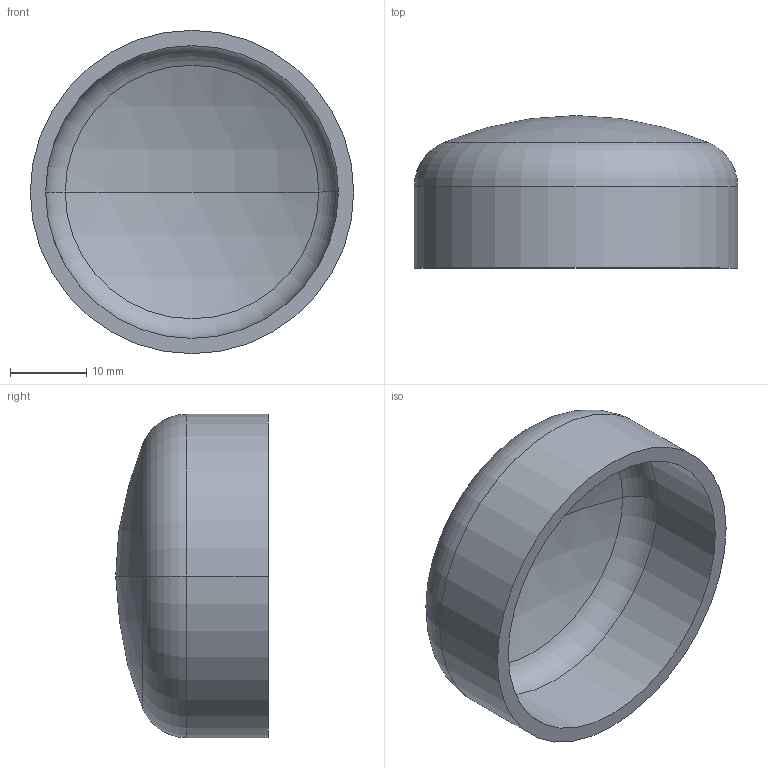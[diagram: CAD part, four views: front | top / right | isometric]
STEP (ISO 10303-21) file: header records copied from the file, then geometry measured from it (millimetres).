
FILE_DESCRIPTION (( 'STEP AP203' ), '1' );
FILE_NAME ('60281-240-42.step', '2022-02-01T15:56:42', ( '' ), ( '' ), 'SwSTEP 2.0', 'SolidWorks 2018', '' );
FILE_SCHEMA (( 'CONFIG_CONTROL_DESIGN' ));
Length unit declared in the file: millimetre
Products named in the file (2): 60281-240-42
Bounding box: 42.4 x 20 x 42.4 mm (x, y, z)
Volume: 6083.8 mm3; surface area: 6355.4 mm2
Topology: 1 solids, 1 shells, 318 faces, 849 edges, 564 vertices
Faces by surface type: plane 138, bspline 130, cylinder 42, torus 4, sphere 4
Entity records: 14921 total; most frequent: CARTESIAN_POINT 7666, ORIENTED_EDGE 1698, DIRECTION 1091, EDGE_CURVE 849, VERTEX_POINT 564, LINE 399, VECTOR 399, EDGE_LOOP 349
